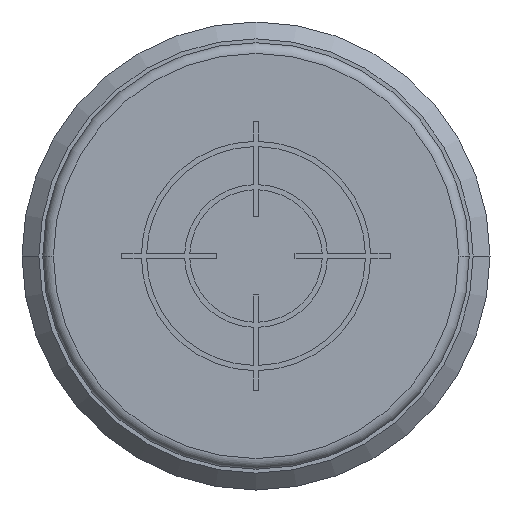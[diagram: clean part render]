
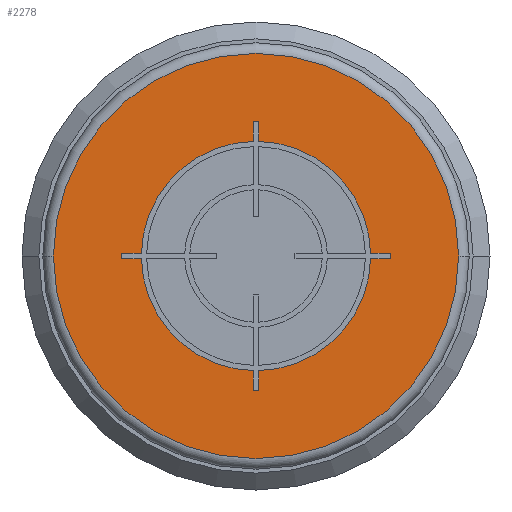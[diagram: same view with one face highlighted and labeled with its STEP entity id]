
A CAD part, front view. The second image highlights one B-rep face of the part: STEP entity #2278.
In plain terms, the highlighted planar face has unit normal (0, -1, 0).
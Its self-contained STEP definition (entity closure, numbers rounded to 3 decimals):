
#1391=CARTESIAN_POINT('',(0.,-16.,0.));
#1392=DIRECTION('',(0.,1.,0.));
#1393=DIRECTION('',(1.,0.,0.));
#1394=AXIS2_PLACEMENT_3D('',#1391,#1392,#1393);
#1396=CARTESIAN_POINT('',(0.,-16.,0.));
#1397=DIRECTION('',(0.,1.,0.));
#1398=DIRECTION('',(-1.,0.,0.));
#1399=AXIS2_PLACEMENT_3D('',#1396,#1397,#1398);
#1401=DIRECTION('',(0.,0.,1.));
#1402=VECTOR('',#1401,0.765);
#1403=CARTESIAN_POINT('',(0.1,-16.,-5.174));
#1404=LINE('',#1403,#1402);
#1405=CARTESIAN_POINT('',(0.,-16.,0.));
#1406=DIRECTION('',(0.,-1.,0.));
#1407=DIRECTION('',(0.023,0.,-1.));
#1408=AXIS2_PLACEMENT_3D('',#1405,#1406,#1407);
#1410=DIRECTION('',(1.,0.,0.));
#1411=VECTOR('',#1410,0.765);
#1412=CARTESIAN_POINT('',(4.409,-16.,-0.1));
#1413=LINE('',#1412,#1411);
#1414=DIRECTION('',(0.,0.,1.));
#1415=VECTOR('',#1414,0.2);
#1416=CARTESIAN_POINT('',(5.174,-16.,-0.1));
#1417=LINE('',#1416,#1415);
#1418=DIRECTION('',(-1.,0.,0.));
#1419=VECTOR('',#1418,0.765);
#1420=CARTESIAN_POINT('',(5.174,-16.,0.1));
#1421=LINE('',#1420,#1419);
#1422=CARTESIAN_POINT('',(0.,-16.,0.));
#1423=DIRECTION('',(0.,-1.,0.));
#1424=DIRECTION('',(1.,0.,0.023));
#1425=AXIS2_PLACEMENT_3D('',#1422,#1423,#1424);
#1427=DIRECTION('',(0.,0.,1.));
#1428=VECTOR('',#1427,0.765);
#1429=CARTESIAN_POINT('',(0.1,-16.,4.409));
#1430=LINE('',#1429,#1428);
#1431=DIRECTION('',(-1.,0.,0.));
#1432=VECTOR('',#1431,0.2);
#1433=CARTESIAN_POINT('',(0.1,-16.,5.174));
#1434=LINE('',#1433,#1432);
#1435=DIRECTION('',(0.,0.,-1.));
#1436=VECTOR('',#1435,0.765);
#1437=CARTESIAN_POINT('',(-0.1,-16.,5.174));
#1438=LINE('',#1437,#1436);
#1439=CARTESIAN_POINT('',(0.,-16.,0.));
#1440=DIRECTION('',(0.,-1.,0.));
#1441=DIRECTION('',(-0.023,0.,1.));
#1442=AXIS2_PLACEMENT_3D('',#1439,#1440,#1441);
#1444=DIRECTION('',(-1.,0.,0.));
#1445=VECTOR('',#1444,0.765);
#1446=CARTESIAN_POINT('',(-4.409,-16.,0.1));
#1447=LINE('',#1446,#1445);
#1448=DIRECTION('',(0.,0.,-1.));
#1449=VECTOR('',#1448,0.2);
#1450=CARTESIAN_POINT('',(-5.174,-16.,0.1));
#1451=LINE('',#1450,#1449);
#1452=DIRECTION('',(1.,0.,0.));
#1453=VECTOR('',#1452,0.765);
#1454=CARTESIAN_POINT('',(-5.174,-16.,-0.1));
#1455=LINE('',#1454,#1453);
#1456=CARTESIAN_POINT('',(0.,-16.,0.));
#1457=DIRECTION('',(0.,-1.,0.));
#1458=DIRECTION('',(-1.,0.,-0.023));
#1459=AXIS2_PLACEMENT_3D('',#1456,#1457,#1458);
#1461=DIRECTION('',(0.,0.,-1.));
#1462=VECTOR('',#1461,0.765);
#1463=CARTESIAN_POINT('',(-0.1,-16.,-4.409));
#1464=LINE('',#1463,#1462);
#1465=DIRECTION('',(1.,0.,0.));
#1466=VECTOR('',#1465,0.2);
#1467=CARTESIAN_POINT('',(-0.1,-16.,-5.174));
#1468=LINE('',#1467,#1466);
#1953=CARTESIAN_POINT('',(-7.79,-16.,0.));
#1954=VERTEX_POINT('',#1953);
#1955=CARTESIAN_POINT('',(7.79,-16.,0.));
#1956=VERTEX_POINT('',#1955);
#1957=CARTESIAN_POINT('',(0.1,-16.,-4.409));
#1958=CARTESIAN_POINT('',(0.1,-16.,-5.174));
#1959=VERTEX_POINT('',#1957);
#1960=VERTEX_POINT('',#1958);
#1961=CARTESIAN_POINT('',(4.409,-16.,-0.1));
#1962=VERTEX_POINT('',#1961);
#1963=CARTESIAN_POINT('',(5.174,-16.,-0.1));
#1964=VERTEX_POINT('',#1963);
#1965=CARTESIAN_POINT('',(5.174,-16.,0.1));
#1966=VERTEX_POINT('',#1965);
#1967=CARTESIAN_POINT('',(4.409,-16.,0.1));
#1968=VERTEX_POINT('',#1967);
#1969=CARTESIAN_POINT('',(0.1,-16.,4.409));
#1970=VERTEX_POINT('',#1969);
#1971=CARTESIAN_POINT('',(0.1,-16.,5.174));
#1972=VERTEX_POINT('',#1971);
#1973=CARTESIAN_POINT('',(-0.1,-16.,5.174));
#1974=VERTEX_POINT('',#1973);
#1975=CARTESIAN_POINT('',(-0.1,-16.,4.409));
#1976=VERTEX_POINT('',#1975);
#1977=CARTESIAN_POINT('',(-4.409,-16.,0.1));
#1978=VERTEX_POINT('',#1977);
#1979=CARTESIAN_POINT('',(-5.174,-16.,0.1));
#1980=VERTEX_POINT('',#1979);
#1981=CARTESIAN_POINT('',(-5.174,-16.,-0.1));
#1982=VERTEX_POINT('',#1981);
#1983=CARTESIAN_POINT('',(-4.409,-16.,-0.1));
#1984=VERTEX_POINT('',#1983);
#1985=CARTESIAN_POINT('',(-0.1,-16.,-4.409));
#1986=VERTEX_POINT('',#1985);
#1987=CARTESIAN_POINT('',(-0.1,-16.,-5.174));
#1988=VERTEX_POINT('',#1987);
#2235=CARTESIAN_POINT('',(0.,-16.,0.));
#2236=DIRECTION('',(0.,1.,0.));
#2237=DIRECTION('',(1.,0.,0.));
#2238=AXIS2_PLACEMENT_3D('',#2235,#2236,#2237);
#2239=PLANE('',#2238);
#2240=ORIENTED_EDGE('',*,*,#2200,.T.);
#2241=ORIENTED_EDGE('',*,*,#2223,.T.);
#2242=EDGE_LOOP('',(#2240,#2241));
#2243=FACE_OUTER_BOUND('',#2242,.F.);
#2245=ORIENTED_EDGE('',*,*,#2244,.T.);
#2247=ORIENTED_EDGE('',*,*,#2246,.T.);
#2249=ORIENTED_EDGE('',*,*,#2248,.T.);
#2251=ORIENTED_EDGE('',*,*,#2250,.T.);
#2253=ORIENTED_EDGE('',*,*,#2252,.T.);
#2255=ORIENTED_EDGE('',*,*,#2254,.T.);
#2257=ORIENTED_EDGE('',*,*,#2256,.T.);
#2259=ORIENTED_EDGE('',*,*,#2258,.T.);
#2261=ORIENTED_EDGE('',*,*,#2260,.T.);
#2263=ORIENTED_EDGE('',*,*,#2262,.T.);
#2265=ORIENTED_EDGE('',*,*,#2264,.T.);
#2267=ORIENTED_EDGE('',*,*,#2266,.T.);
#2269=ORIENTED_EDGE('',*,*,#2268,.T.);
#2271=ORIENTED_EDGE('',*,*,#2270,.T.);
#2273=ORIENTED_EDGE('',*,*,#2272,.T.);
#2275=ORIENTED_EDGE('',*,*,#2274,.T.);
#2276=EDGE_LOOP('',(#2245,#2247,#2249,#2251,#2253,#2255,#2257,#2259,#2261,#2263,
#2265,#2267,#2269,#2271,#2273,#2275));
#2277=FACE_BOUND('',#2276,.F.);
#2278=ADVANCED_FACE('',(#2243,#2277),#2239,.F.);
#1395=CIRCLE('',#1394,7.79);
#1400=CIRCLE('',#1399,7.79);
#1409=CIRCLE('',#1408,4.411);
#1426=CIRCLE('',#1425,4.411);
#1443=CIRCLE('',#1442,4.411);
#1460=CIRCLE('',#1459,4.411);
#2200=EDGE_CURVE('',#1956,#1954,#1395,.T.);
#2223=EDGE_CURVE('',#1954,#1956,#1400,.T.);
#2244=EDGE_CURVE('',#1960,#1959,#1404,.T.);
#2246=EDGE_CURVE('',#1959,#1962,#1409,.T.);
#2248=EDGE_CURVE('',#1962,#1964,#1413,.T.);
#2250=EDGE_CURVE('',#1964,#1966,#1417,.T.);
#2252=EDGE_CURVE('',#1966,#1968,#1421,.T.);
#2254=EDGE_CURVE('',#1968,#1970,#1426,.T.);
#2256=EDGE_CURVE('',#1970,#1972,#1430,.T.);
#2258=EDGE_CURVE('',#1972,#1974,#1434,.T.);
#2260=EDGE_CURVE('',#1974,#1976,#1438,.T.);
#2262=EDGE_CURVE('',#1976,#1978,#1443,.T.);
#2264=EDGE_CURVE('',#1978,#1980,#1447,.T.);
#2266=EDGE_CURVE('',#1980,#1982,#1451,.T.);
#2268=EDGE_CURVE('',#1982,#1984,#1455,.T.);
#2270=EDGE_CURVE('',#1984,#1986,#1460,.T.);
#2272=EDGE_CURVE('',#1986,#1988,#1464,.T.);
#2274=EDGE_CURVE('',#1988,#1960,#1468,.T.);
